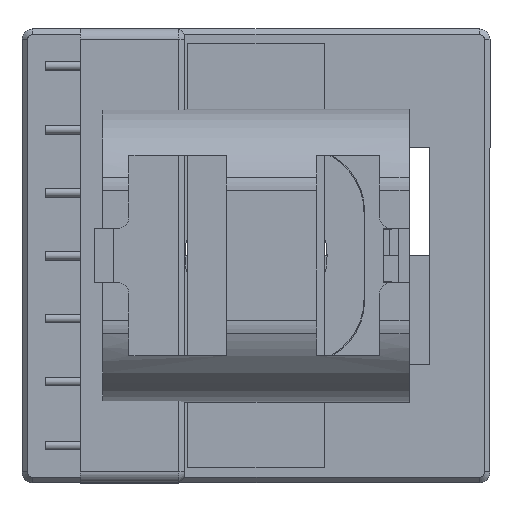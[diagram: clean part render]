
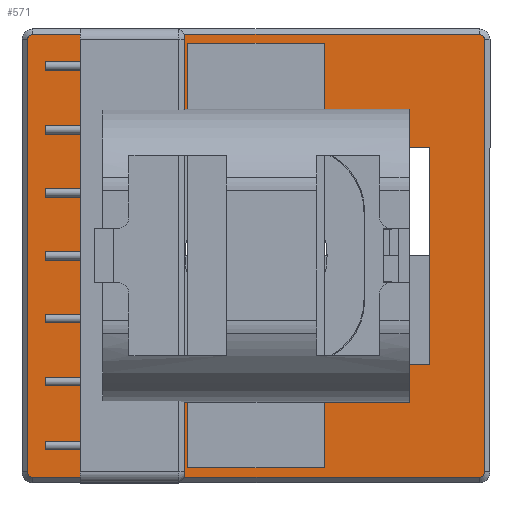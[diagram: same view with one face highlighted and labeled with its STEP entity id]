
A CAD part, top view. The second image highlights one B-rep face of the part: STEP entity #571.
In plain terms, the highlighted planar face has unit normal (0, 0, 1).
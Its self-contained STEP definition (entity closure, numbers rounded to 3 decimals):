
#571 = ADVANCED_FACE( '', ( #1412, #1413 ), #1414, .T. );
#1412 = FACE_OUTER_BOUND( '', #2548, .T. );
#1413 = FACE_BOUND( '', #2549, .T. );
#1414 = PLANE( '', #2550 );
#2548 = EDGE_LOOP( '', ( #4211, #4212, #4213, #4214, #4215, #4216, #4217, #4218 ) );
#2549 = EDGE_LOOP( '', ( #4219, #4220, #4221, #4222, #4223, #4224, #4225, #4226, #4227, #4228, #4229, #4230 ) );
#2550 = AXIS2_PLACEMENT_3D( '', #4231, #4232, #4233 );
#4211 = ORIENTED_EDGE( '', *, *, #7207, .T. );
#4212 = ORIENTED_EDGE( '', *, *, #7208, .T. );
#4213 = ORIENTED_EDGE( '', *, *, #7209, .T. );
#4214 = ORIENTED_EDGE( '', *, *, #7210, .T. );
#4215 = ORIENTED_EDGE( '', *, *, #7211, .T. );
#4216 = ORIENTED_EDGE( '', *, *, #7212, .T. );
#4217 = ORIENTED_EDGE( '', *, *, #7002, .T. );
#4218 = ORIENTED_EDGE( '', *, *, #7213, .T. );
#4219 = ORIENTED_EDGE( '', *, *, #7214, .F. );
#4220 = ORIENTED_EDGE( '', *, *, #6746, .F. );
#4221 = ORIENTED_EDGE( '', *, *, #7215, .T. );
#4222 = ORIENTED_EDGE( '', *, *, #7216, .T. );
#4223 = ORIENTED_EDGE( '', *, *, #7217, .F. );
#4224 = ORIENTED_EDGE( '', *, *, #7218, .F. );
#4225 = ORIENTED_EDGE( '', *, *, #7219, .F. );
#4226 = ORIENTED_EDGE( '', *, *, #7220, .T. );
#4227 = ORIENTED_EDGE( '', *, *, #7221, .F. );
#4228 = ORIENTED_EDGE( '', *, *, #6752, .F. );
#4229 = ORIENTED_EDGE( '', *, *, #7222, .F. );
#4230 = ORIENTED_EDGE( '', *, *, #7223, .T. );
#4231 = CARTESIAN_POINT( '', ( -21.55, -20.9, 9.6 ) );
#4232 = DIRECTION( '', ( 0., 0., 1. ) );
#4233 = DIRECTION( '', ( 1., 0., 0. ) );
#6746 = EDGE_CURVE( '', #8066, #8068, #8069, .T. );
#6752 = EDGE_CURVE( '', #8078, #8080, #8081, .T. );
#7002 = EDGE_CURVE( '', #8517, #8519, #8521, .T. );
#7207 = EDGE_CURVE( '', #8860, #8861, #8862, .T. );
#7208 = EDGE_CURVE( '', #8861, #8863, #8864, .T. );
#7209 = EDGE_CURVE( '', #8863, #8865, #8866, .T. );
#7210 = EDGE_CURVE( '', #8865, #8867, #8868, .T. );
#7211 = EDGE_CURVE( '', #8867, #8869, #8870, .T. );
#7212 = EDGE_CURVE( '', #8869, #8517, #8871, .T. );
#7213 = EDGE_CURVE( '', #8519, #8860, #8872, .T. );
#7214 = EDGE_CURVE( '', #8068, #8873, #8874, .T. );
#7215 = EDGE_CURVE( '', #8066, #8875, #8876, .T. );
#7216 = EDGE_CURVE( '', #8875, #8877, #8878, .T. );
#7217 = EDGE_CURVE( '', #8879, #8877, #8880, .T. );
#7218 = EDGE_CURVE( '', #8881, #8879, #8882, .T. );
#7219 = EDGE_CURVE( '', #8883, #8881, #8884, .T. );
#7220 = EDGE_CURVE( '', #8883, #8885, #8886, .T. );
#7221 = EDGE_CURVE( '', #8080, #8885, #8887, .T. );
#7222 = EDGE_CURVE( '', #8888, #8078, #8889, .T. );
#7223 = EDGE_CURVE( '', #8888, #8873, #8890, .T. );
#8066 = VERTEX_POINT( '', #9997 );
#8068 = VERTEX_POINT( '', #10000 );
#8069 = LINE( '', #10001, #10002 );
#8078 = VERTEX_POINT( '', #10013 );
#8080 = VERTEX_POINT( '', #10016 );
#8081 = LINE( '', #10017, #10018 );
#8517 = VERTEX_POINT( '', #10619 );
#8519 = VERTEX_POINT( '', #10622 );
#8521 = CIRCLE( '', #10625, 0.5 );
#8860 = VERTEX_POINT( '', #11094 );
#8861 = VERTEX_POINT( '', #11095 );
#8862 = CIRCLE( '', #11096, 0.5 );
#8863 = VERTEX_POINT( '', #11097 );
#8864 = LINE( '', #11098, #11099 );
#8865 = VERTEX_POINT( '', #11100 );
#8866 = CIRCLE( '', #11101, 0.5 );
#8867 = VERTEX_POINT( '', #11102 );
#8868 = LINE( '', #11103, #11104 );
#8869 = VERTEX_POINT( '', #11105 );
#8870 = CIRCLE( '', #11106, 0.5 );
#8871 = LINE( '', #11107, #11108 );
#8872 = LINE( '', #11109, #11110 );
#8873 = VERTEX_POINT( '', #11111 );
#8874 = LINE( '', #11112, #11113 );
#8875 = VERTEX_POINT( '', #11114 );
#8876 = LINE( '', #11115, #11116 );
#8877 = VERTEX_POINT( '', #11117 );
#8878 = LINE( '', #11118, #11119 );
#8879 = VERTEX_POINT( '', #11120 );
#8880 = LINE( '', #11121, #11122 );
#8881 = VERTEX_POINT( '', #11123 );
#8882 = LINE( '', #11124, #11125 );
#8883 = VERTEX_POINT( '', #11126 );
#8884 = LINE( '', #11127, #11128 );
#8885 = VERTEX_POINT( '', #11129 );
#8886 = LINE( '', #11130, #11131 );
#8887 = LINE( '', #11132, #11133 );
#8888 = VERTEX_POINT( '', #11134 );
#8889 = LINE( '', #11135, #11136 );
#8890 = LINE( '', #11137, #11138 );
#9997 = CARTESIAN_POINT( '', ( 14.1, -13.5, 9.6 ) );
#10000 = CARTESIAN_POINT( '', ( 14.1, -10., 9.6 ) );
#10001 = CARTESIAN_POINT( '', ( 14.1, -13.5, 9.6 ) );
#10002 = VECTOR( '', #12614, 1000. );
#10013 = CARTESIAN_POINT( '', ( 14.1, 10., 9.6 ) );
#10016 = CARTESIAN_POINT( '', ( 14.1, 13.5, 9.6 ) );
#10017 = CARTESIAN_POINT( '', ( 14.1, -13.5, 9.6 ) );
#10018 = VECTOR( '', #12624, 1000. );
#10619 = CARTESIAN_POINT( '', ( -20.55, 20.4, 9.6 ) );
#10622 = CARTESIAN_POINT( '', ( -21.05, 19.9, 9.6 ) );
#10625 = AXIS2_PLACEMENT_3D( '', #12900, #12901, #12902 );
#11094 = CARTESIAN_POINT( '', ( -21.05, -19.9, 9.6 ) );
#11095 = CARTESIAN_POINT( '', ( -20.55, -20.4, 9.6 ) );
#11096 = AXIS2_PLACEMENT_3D( '', #13144, #13145, #13146 );
#11097 = CARTESIAN_POINT( '', ( 20.55, -20.4, 9.6 ) );
#11098 = CARTESIAN_POINT( '', ( 20.55, -20.4, 9.6 ) );
#11099 = VECTOR( '', #13147, 1000. );
#11100 = CARTESIAN_POINT( '', ( 21.05, -19.9, 9.6 ) );
#11101 = AXIS2_PLACEMENT_3D( '', #13148, #13149, #13150 );
#11102 = CARTESIAN_POINT( '', ( 21.05, 19.9, 9.6 ) );
#11103 = CARTESIAN_POINT( '', ( 21.05, -20.9, 9.6 ) );
#11104 = VECTOR( '', #13151, 1000. );
#11105 = CARTESIAN_POINT( '', ( 20.55, 20.4, 9.6 ) );
#11106 = AXIS2_PLACEMENT_3D( '', #13152, #13153, #13154 );
#11107 = CARTESIAN_POINT( '', ( -21.55, 20.4, 9.6 ) );
#11108 = VECTOR( '', #13155, 1000. );
#11109 = CARTESIAN_POINT( '', ( -21.05, -20.9, 9.6 ) );
#11110 = VECTOR( '', #13156, 1000. );
#11111 = CARTESIAN_POINT( '', ( 16., -10., 9.6 ) );
#11112 = CARTESIAN_POINT( '', ( -21.55, -10., 9.6 ) );
#11113 = VECTOR( '', #13157, 1000. );
#11114 = CARTESIAN_POINT( '', ( -14.1, -13.5, 9.6 ) );
#11115 = CARTESIAN_POINT( '', ( 14.1, -13.5, 9.6 ) );
#11116 = VECTOR( '', #13158, 1000. );
#11117 = CARTESIAN_POINT( '', ( -14.1, -10., 9.6 ) );
#11118 = CARTESIAN_POINT( '', ( -14.1, -13.5, 9.6 ) );
#11119 = VECTOR( '', #13159, 1000. );
#11120 = CARTESIAN_POINT( '', ( -16., -10., 9.6 ) );
#11121 = CARTESIAN_POINT( '', ( -21.55, -10., 9.6 ) );
#11122 = VECTOR( '', #13160, 1000. );
#11123 = CARTESIAN_POINT( '', ( -16., 10., 9.6 ) );
#11124 = CARTESIAN_POINT( '', ( -16., -20.9, 9.6 ) );
#11125 = VECTOR( '', #13161, 1000. );
#11126 = CARTESIAN_POINT( '', ( -14.1, 10., 9.6 ) );
#11127 = CARTESIAN_POINT( '', ( -21.55, 10., 9.6 ) );
#11128 = VECTOR( '', #13162, 1000. );
#11129 = CARTESIAN_POINT( '', ( -14.1, 13.5, 9.6 ) );
#11130 = CARTESIAN_POINT( '', ( -14.1, -13.5, 9.6 ) );
#11131 = VECTOR( '', #13163, 1000. );
#11132 = CARTESIAN_POINT( '', ( 14.1, 13.5, 9.6 ) );
#11133 = VECTOR( '', #13164, 1000. );
#11134 = CARTESIAN_POINT( '', ( 16., 10., 9.6 ) );
#11135 = CARTESIAN_POINT( '', ( -21.55, 10., 9.6 ) );
#11136 = VECTOR( '', #13165, 1000. );
#11137 = CARTESIAN_POINT( '', ( 16., -20.9, 9.6 ) );
#11138 = VECTOR( '', #13166, 1000. );
#12614 = DIRECTION( '', ( 0., 1., 0. ) );
#12624 = DIRECTION( '', ( 0., 1., 0. ) );
#12900 = CARTESIAN_POINT( '', ( -20.55, 19.9, 9.6 ) );
#12901 = DIRECTION( '', ( 0., 0., 1. ) );
#12902 = DIRECTION( '', ( 1., 0., 0. ) );
#13144 = CARTESIAN_POINT( '', ( -20.55, -19.9, 9.6 ) );
#13145 = DIRECTION( '', ( 0., 0., 1. ) );
#13146 = DIRECTION( '', ( 1., 0., 0. ) );
#13147 = DIRECTION( '', ( 1., 0., 0. ) );
#13148 = CARTESIAN_POINT( '', ( 20.55, -19.9, 9.6 ) );
#13149 = DIRECTION( '', ( 0., 0., 1. ) );
#13150 = DIRECTION( '', ( 1., 0., 0. ) );
#13151 = DIRECTION( '', ( 0., 1., 0. ) );
#13152 = CARTESIAN_POINT( '', ( 20.55, 19.9, 9.6 ) );
#13153 = DIRECTION( '', ( 0., 0., 1. ) );
#13154 = DIRECTION( '', ( 1., 0., 0. ) );
#13155 = DIRECTION( '', ( -1., 0., 0. ) );
#13156 = DIRECTION( '', ( 0., -1., 0. ) );
#13157 = DIRECTION( '', ( 1., 0., 0. ) );
#13158 = DIRECTION( '', ( -1., 0., 0. ) );
#13159 = DIRECTION( '', ( 0., 1., 0. ) );
#13160 = DIRECTION( '', ( 1., 0., 0. ) );
#13161 = DIRECTION( '', ( 0., -1., 0. ) );
#13162 = DIRECTION( '', ( -1., 0., 0. ) );
#13163 = DIRECTION( '', ( 0., 1., 0. ) );
#13164 = DIRECTION( '', ( -1., 0., 0. ) );
#13165 = DIRECTION( '', ( -1., 0., 0. ) );
#13166 = DIRECTION( '', ( 0., -1., 0. ) );
